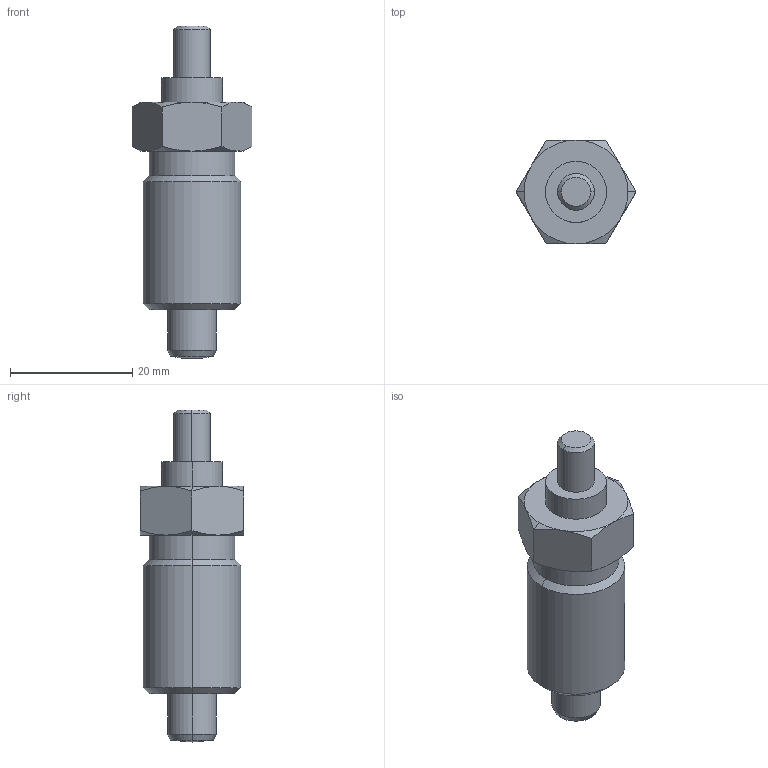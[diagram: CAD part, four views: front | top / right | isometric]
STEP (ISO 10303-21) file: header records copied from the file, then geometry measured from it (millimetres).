
FILE_DESCRIPTION(('STEP AP214'),'1');
FILE_NAME('HALDERN_EH_22110_0252.stp','2017-11-08T12:45:45',('TraceParts'),('TraceParts S.A.'),'Spatial InterOp 3D',' ',' ');
FILE_SCHEMA(('automotive_design'));
Length unit declared in the file: millimetre
Products named in the file (2): HALDERN_EH_22110_0252_1; HALDERN_EH_22110_0252_2
Bounding box: 19.63 x 17 x 54.4 mm (x, y, z)
Volume: 7411.6 mm3; surface area: 4387.4 mm2
Topology: 2 solids, 2 shells, 52 faces, 106 edges, 62 vertices
Faces by surface type: cone 24, cylinder 14, plane 13, sphere 1
Entity records: 1827 total; most frequent: CARTESIAN_POINT 318, DIRECTION 240, ORIENTED_EDGE 212, EDGE_CURVE 106, AXIS2_PLACEMENT_3D 104, VERTEX_POINT 62, EDGE_LOOP 58, STYLED_ITEM 52
